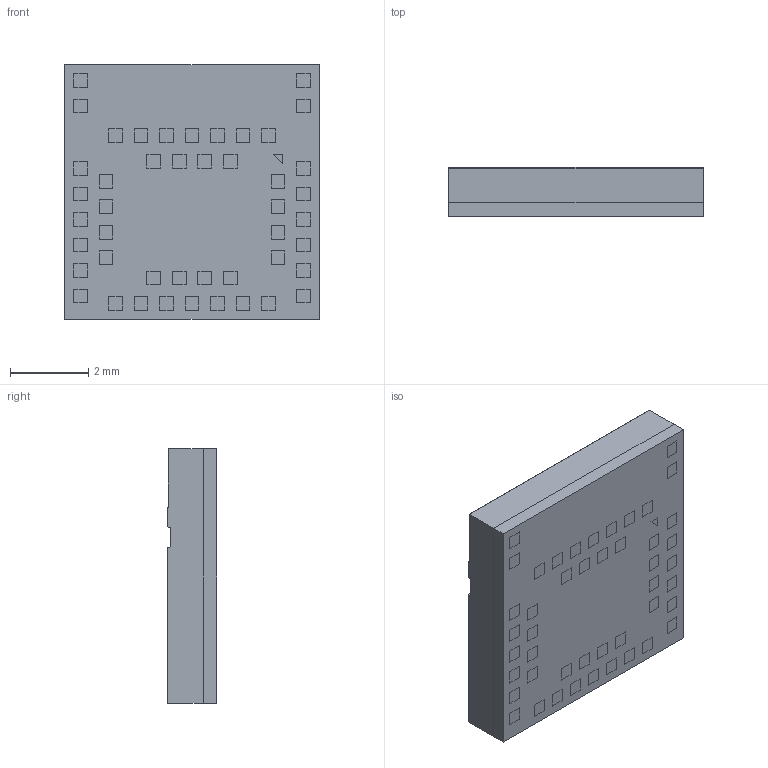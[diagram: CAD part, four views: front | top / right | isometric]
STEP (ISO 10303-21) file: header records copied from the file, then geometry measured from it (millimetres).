
FILE_DESCRIPTION (( 'STEP AP214' ), '1' );
FILE_NAME ('ANNA-B112.STEP', '2019-04-28T07:05:16', ( '' ), ( '' ), 'SwSTEP 2.0', 'SolidWorks 2017', '' );
FILE_SCHEMA (( 'AUTOMOTIVE_DESIGN' ));
Length unit declared in the file: millimetre
Products named in the file (1): ANNA-B112
Bounding box: 6.5 x 1.25 x 6.5 mm (x, y, z)
Volume: 52.4 mm3; surface area: 246.3 mm2
Topology: 50 solids, 50 shells, 539 faces, 1176 edges, 784 vertices
Faces by surface type: plane 539
Entity records: 14885 total; most frequent: CARTESIAN_POINT 2500, ORIENTED_EDGE 2352, DIRECTION 2256, EDGE_CURVE 1176, VECTOR 1176, LINE 1176, VERTEX_POINT 784, EDGE_LOOP 586
